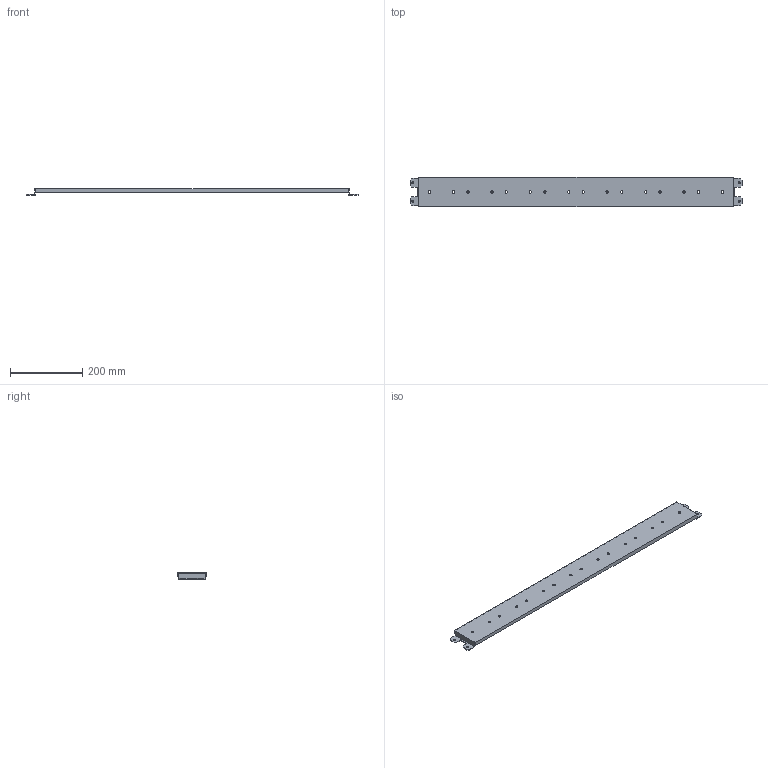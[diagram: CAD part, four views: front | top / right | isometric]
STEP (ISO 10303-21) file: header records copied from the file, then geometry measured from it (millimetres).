
FILE_DESCRIPTION((''),'2;1');
FILE_NAME('PM_3-8_H00_ASM','2023-02-09T11:53:46',('klemen.sitar'),('Audax d.o.o.'),'CREO PARAMETRIC BY PTC INC, 2021304','CREO PARAMETRIC BY PTC INC, 2021304','');
FILE_SCHEMA(('AP242_MANAGED_MODEL_BASED_3D_ENGINEERING_MIM_LF { 1 0 10303 442 1 1 4 }'));
Length unit declared in the file: millimetre
Products named in the file (2): OPEN_CASCADE_STEP_TRANSLAT-7853; PM_3-8_H00_ASM
Assembly tree (1 placements, depth 2):
  PM_3-8_H00_ASM
    OPEN_CASCADE_STEP_TRANSLAT-7853
Bounding box: 916 x 81.4 x 17.5 mm (x, y, z)
Volume: 180841.8 mm3; surface area: 185932.2 mm2
Topology: 1 solids, 1 shells, 82 faces, 240 edges, 160 vertices
Faces by surface type: plane 42, cylinder 40
Entity records: 4512 total; most frequent: DIRECTION 496, CARTESIAN_POINT 492, ORIENTED_EDGE 480, PRESENTATION_STYLE_ASSIGNMENT 326, STYLED_ITEM 326, CURVE_STYLE 243, EDGE_CURVE 240, COLOUR_RGB 192
